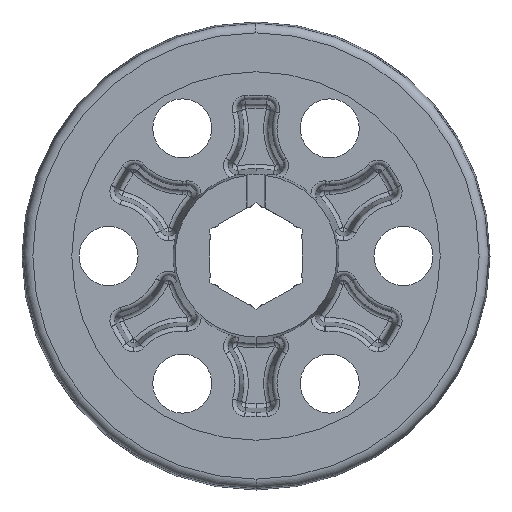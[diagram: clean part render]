
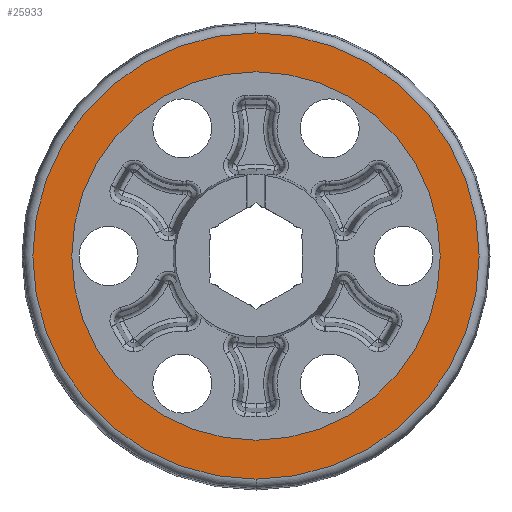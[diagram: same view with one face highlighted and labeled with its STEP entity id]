
A CAD part, left-side view. The second image highlights one B-rep face of the part: STEP entity #25933.
In plain terms, the highlighted planar face has unit normal (-1, 0, 0).
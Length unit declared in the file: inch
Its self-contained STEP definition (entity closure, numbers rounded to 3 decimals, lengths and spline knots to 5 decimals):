
#52 = CARTESIAN_POINT ( 'NONE',  ( -0.21875, 0., 0. ) ) ;
#618 = CARTESIAN_POINT ( 'NONE',  ( -0.21875, 0., 0. ) ) ;
#803 = DIRECTION ( 'NONE',  ( 0., 0., -1. ) ) ;
#1344 = DIRECTION ( 'NONE',  ( 0., 0., -1. ) ) ;
#1834 = FACE_OUTER_BOUND ( 'NONE', #9913, .T. ) ;
#1954 = EDGE_CURVE ( 'NONE', #27660, #2121, #7048, .T. ) ;
#2121 = VERTEX_POINT ( 'NONE', #2138 ) ;
#2138 = CARTESIAN_POINT ( 'NONE',  ( -0.21875, 0., 0.47684 ) ) ;
#3993 = CARTESIAN_POINT ( 'NONE',  ( -0.21875, 0., -0.47684 ) ) ;
#5396 = DIRECTION ( 'NONE',  ( 0., 0., -1. ) ) ;
#5475 = CARTESIAN_POINT ( 'NONE',  ( -0.21875, 0., 0.3937 ) ) ;
#5800 = DIRECTION ( 'NONE',  ( -1., 0., 0. ) ) ;
#6014 = AXIS2_PLACEMENT_3D ( 'NONE', #52, #27723, #5396 ) ;
#6291 = VERTEX_POINT ( 'NONE', #26918 ) ;
#6334 = AXIS2_PLACEMENT_3D ( 'NONE', #15279, #27237, #12677 ) ;
#7048 = CIRCLE ( 'NONE', #6014, 0.47684 ) ;
#7236 = AXIS2_PLACEMENT_3D ( 'NONE', #618, #5800, #15525 ) ;
#7773 = ORIENTED_EDGE ( 'NONE', *, *, #9475, .F. ) ;
#9475 = EDGE_CURVE ( 'NONE', #9483, #6291, #13965, .T. ) ;
#9483 = VERTEX_POINT ( 'NONE', #5475 ) ;
#9913 = EDGE_LOOP ( 'NONE', ( #17206, #28552 ) ) ;
#11213 = ORIENTED_EDGE ( 'NONE', *, *, #19765, .F. ) ;
#12677 = DIRECTION ( 'NONE',  ( 0., 0., -1. ) ) ;
#13965 = CIRCLE ( 'NONE', #7236, 0.3937 ) ;
#15279 = CARTESIAN_POINT ( 'NONE',  ( -0.21875, 0., 0. ) ) ;
#15525 = DIRECTION ( 'NONE',  ( 0., 0., -1. ) ) ;
#15639 = AXIS2_PLACEMENT_3D ( 'NONE', #26274, #23540, #1344 ) ;
#15921 = EDGE_LOOP ( 'NONE', ( #11213, #7773 ) ) ;
#17206 = ORIENTED_EDGE ( 'NONE', *, *, #1954, .T. ) ;
#18643 = EDGE_CURVE ( 'NONE', #2121, #27660, #27457, .T. ) ;
#19007 = FACE_BOUND ( 'NONE', #15921, .T. ) ;
#19765 = EDGE_CURVE ( 'NONE', #6291, #9483, #24435, .T. ) ;
#20726 = CARTESIAN_POINT ( 'NONE',  ( -0.21875, 0., 0. ) ) ;
#21106 = PLANE ( 'NONE',  #15639 ) ;
#22993 = DIRECTION ( 'NONE',  ( -1., 0., 0. ) ) ;
#23540 = DIRECTION ( 'NONE',  ( 1., 0., 0. ) ) ;
#24435 = CIRCLE ( 'NONE', #6334, 0.3937 ) ;
#25933 = ADVANCED_FACE ( 'NONE', ( #1834, #19007 ), #21106, .F. ) ;
#26274 = CARTESIAN_POINT ( 'NONE',  ( -0.21875, 0., 0. ) ) ;
#26918 = CARTESIAN_POINT ( 'NONE',  ( -0.21875, 0., -0.3937 ) ) ;
#27237 = DIRECTION ( 'NONE',  ( -1., 0., 0. ) ) ;
#27457 = CIRCLE ( 'NONE', #28501, 0.47684 ) ;
#27660 = VERTEX_POINT ( 'NONE', #3993 ) ;
#27723 = DIRECTION ( 'NONE',  ( -1., 0., 0. ) ) ;
#28501 = AXIS2_PLACEMENT_3D ( 'NONE', #20726, #22993, #803 ) ;
#28552 = ORIENTED_EDGE ( 'NONE', *, *, #18643, .T. ) ;
